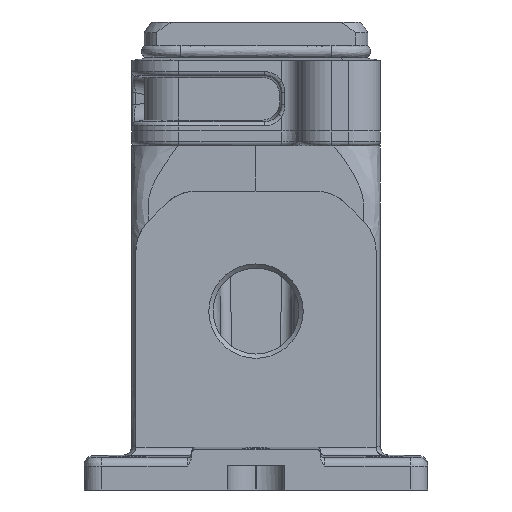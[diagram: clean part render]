
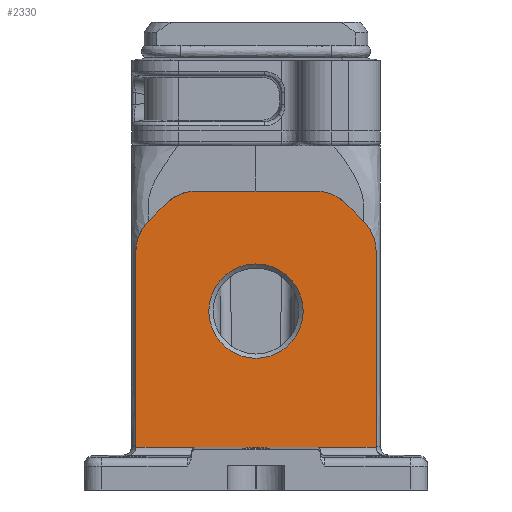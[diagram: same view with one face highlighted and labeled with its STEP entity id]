
A CAD part, left-side view. The second image highlights one B-rep face of the part: STEP entity #2330.
In plain terms, the highlighted planar face has unit normal (-1, 0, 0).
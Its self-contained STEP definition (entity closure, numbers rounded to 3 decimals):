
#1591=PLANE('',#18351);
#2120=FACE_BOUND('',#4432,.T.);
#2121=FACE_BOUND('',#4433,.T.);
#2330=ADVANCED_FACE('',(#2120,#2121),#1591,.F.);
#4432=EDGE_LOOP('',(#6160));
#4433=EDGE_LOOP('',(#6161,#6162,#6163,#6164,#6165,#6166,#6167,#6168,#6169,
#6170,#6171,#6172,#6173,#6174,#6175,#6176));
#5494=CIRCLE('',#18342,11.);
#5495=CIRCLE('',#18343,10.);
#5496=CIRCLE('',#18344,10.);
#5497=CIRCLE('',#18345,10.);
#5498=CIRCLE('',#18346,10.);
#5870=ELLIPSE('',#18347,2.,2.);
#5871=ELLIPSE('',#18348,1.,1.);
#5872=ELLIPSE('',#18349,1.,1.);
#5873=ELLIPSE('',#18350,2.,2.);
#6160=ORIENTED_EDGE('',*,*,#12600,.T.);
#6161=ORIENTED_EDGE('',*,*,#12601,.F.);
#6162=ORIENTED_EDGE('',*,*,#12602,.T.);
#6163=ORIENTED_EDGE('',*,*,#12603,.F.);
#6164=ORIENTED_EDGE('',*,*,#12604,.T.);
#6165=ORIENTED_EDGE('',*,*,#12605,.F.);
#6166=ORIENTED_EDGE('',*,*,#12606,.F.);
#6167=ORIENTED_EDGE('',*,*,#12607,.T.);
#6168=ORIENTED_EDGE('',*,*,#12608,.F.);
#6169=ORIENTED_EDGE('',*,*,#12609,.T.);
#6170=ORIENTED_EDGE('',*,*,#12610,.F.);
#6171=ORIENTED_EDGE('',*,*,#12611,.F.);
#6172=ORIENTED_EDGE('',*,*,#12612,.F.);
#6173=ORIENTED_EDGE('',*,*,#12613,.T.);
#6174=ORIENTED_EDGE('',*,*,#12614,.T.);
#6175=ORIENTED_EDGE('',*,*,#12615,.T.);
#6176=ORIENTED_EDGE('',*,*,#12616,.T.);
#11032=VERTEX_POINT('',#24504);
#11033=VERTEX_POINT('',#24506);
#11034=VERTEX_POINT('',#24507);
#11035=VERTEX_POINT('',#24509);
#11036=VERTEX_POINT('',#24511);
#11037=VERTEX_POINT('',#24513);
#11038=VERTEX_POINT('',#24515);
#11039=VERTEX_POINT('',#24517);
#11040=VERTEX_POINT('',#24519);
#11041=VERTEX_POINT('',#24521);
#11042=VERTEX_POINT('',#24523);
#11043=VERTEX_POINT('',#24525);
#11044=VERTEX_POINT('',#24527);
#11045=VERTEX_POINT('',#24529);
#11046=VERTEX_POINT('',#24531);
#11047=VERTEX_POINT('',#24533);
#11048=VERTEX_POINT('',#24535);
#12600=EDGE_CURVE('',#11032,#11032,#5494,.T.);
#12601=EDGE_CURVE('',#11033,#11034,#15034,.T.);
#12602=EDGE_CURVE('',#11033,#11035,#5495,.T.);
#12603=EDGE_CURVE('',#11036,#11035,#15035,.T.);
#12604=EDGE_CURVE('',#11036,#11037,#5496,.T.);
#12605=EDGE_CURVE('',#11038,#11037,#15036,.T.);
#12606=EDGE_CURVE('',#11039,#11038,#5497,.T.);
#12607=EDGE_CURVE('',#11039,#11040,#15037,.T.);
#12608=EDGE_CURVE('',#11041,#11040,#5498,.T.);
#12609=EDGE_CURVE('',#11041,#11042,#15038,.T.);
#12610=EDGE_CURVE('',#11043,#11042,#5870,.T.);
#12611=EDGE_CURVE('',#11044,#11043,#15039,.T.);
#12612=EDGE_CURVE('',#11045,#11044,#5871,.T.);
#12613=EDGE_CURVE('',#11045,#11046,#15040,.T.);
#12614=EDGE_CURVE('',#11046,#11047,#5872,.T.);
#12615=EDGE_CURVE('',#11047,#11048,#15041,.T.);
#12616=EDGE_CURVE('',#11048,#11034,#5873,.T.);
#15034=LINE('',#24505,#16580);
#15035=LINE('',#24510,#16581);
#15036=LINE('',#24514,#16582);
#15037=LINE('',#24518,#16583);
#15038=LINE('',#24522,#16584);
#15039=LINE('',#24526,#16585);
#15040=LINE('',#24530,#16586);
#15041=LINE('',#24534,#16587);
#16580=VECTOR('',#19885,1.);
#16581=VECTOR('',#19888,1.);
#16582=VECTOR('',#19891,1.);
#16583=VECTOR('',#19894,1.);
#16584=VECTOR('',#19897,1.);
#16585=VECTOR('',#19900,1.);
#16586=VECTOR('',#19903,1.);
#16587=VECTOR('',#19906,1.);
#18342=AXIS2_PLACEMENT_3D('',#24503,#19883,#19884);
#18343=AXIS2_PLACEMENT_3D('',#24508,#19886,#19887);
#18344=AXIS2_PLACEMENT_3D('',#24512,#19889,#19890);
#18345=AXIS2_PLACEMENT_3D('',#24516,#19892,#19893);
#18346=AXIS2_PLACEMENT_3D('',#24520,#19895,#19896);
#18347=AXIS2_PLACEMENT_3D('',#24524,#19898,#19899);
#18348=AXIS2_PLACEMENT_3D('',#24528,#19901,#19902);
#18349=AXIS2_PLACEMENT_3D('',#24532,#19904,#19905);
#18350=AXIS2_PLACEMENT_3D('',#24536,#19907,#19908);
#18351=AXIS2_PLACEMENT_3D('',#24537,#19909,#19910);
#19883=DIRECTION('',(1.,0.,0.));
#19884=DIRECTION('',(0.,0.,-1.));
#19885=DIRECTION('',(0.,0.,-1.));
#19886=DIRECTION('',(-1.,0.,0.));
#19887=DIRECTION('',(0.,0.,1.));
#19888=DIRECTION('',(0.,-0.707,-0.707));
#19889=DIRECTION('',(-1.,0.,0.));
#19890=DIRECTION('',(0.,0.,1.));
#19891=DIRECTION('',(0.,-1.,0.));
#19892=DIRECTION('',(1.,0.,0.));
#19893=DIRECTION('',(0.,0.,1.));
#19894=DIRECTION('',(0.,0.707,-0.707));
#19895=DIRECTION('',(1.,0.,0.));
#19896=DIRECTION('',(0.,0.,1.));
#19897=DIRECTION('',(0.,0.,-1.));
#19898=DIRECTION('',(-1.,0.,0.));
#19899=DIRECTION('',(0.,0.,1.));
#19900=DIRECTION('',(0.,1.,0.));
#19901=DIRECTION('',(-1.,0.,0.));
#19902=DIRECTION('',(0.,0.,-1.));
#19903=DIRECTION('',(0.,-1.,0.));
#19904=DIRECTION('',(1.,0.,0.));
#19905=DIRECTION('',(0.,0.,-1.));
#19906=DIRECTION('',(0.,-1.,0.));
#19907=DIRECTION('',(1.,0.,0.));
#19908=DIRECTION('',(0.,0.,1.));
#19909=DIRECTION('',(1.,0.,0.));
#19910=DIRECTION('',(0.,0.,1.));
#24503=CARTESIAN_POINT('',(-56.1,0.,-38.5));
#24504=CARTESIAN_POINT('',(-56.1,0.,-49.5));
#24505=CARTESIAN_POINT('',(-56.1,-28.,-72.5));
#24506=CARTESIAN_POINT('',(-56.1,-28.,-24.642));
#24507=CARTESIAN_POINT('',(-56.1,-28.,-70.218));
#24508=CARTESIAN_POINT('',(-56.1,-18.,-24.642));
#24509=CARTESIAN_POINT('',(-56.1,-25.071,-17.571));
#24510=CARTESIAN_POINT('',(-56.1,-28.,-20.5));
#24511=CARTESIAN_POINT('',(-56.1,-20.929,-13.429));
#24512=CARTESIAN_POINT('',(-56.1,-13.858,-20.5));
#24513=CARTESIAN_POINT('',(-56.1,-13.858,-10.5));
#24514=CARTESIAN_POINT('',(-56.1,-18.,-10.5));
#24515=CARTESIAN_POINT('',(-56.1,13.858,-10.5));
#24516=CARTESIAN_POINT('',(-56.1,13.858,-20.5));
#24517=CARTESIAN_POINT('',(-56.1,20.929,-13.429));
#24518=CARTESIAN_POINT('',(-56.1,28.,-20.5));
#24519=CARTESIAN_POINT('',(-56.1,25.071,-17.571));
#24520=CARTESIAN_POINT('',(-56.1,18.,-24.642));
#24521=CARTESIAN_POINT('',(-56.1,28.,-24.642));
#24522=CARTESIAN_POINT('',(-56.1,28.,-72.5));
#24523=CARTESIAN_POINT('',(-56.1,28.,-70.218));
#24524=CARTESIAN_POINT('',(-56.1,30.,-70.218));
#24525=CARTESIAN_POINT('',(-56.1,28.,-70.253));
#24526=CARTESIAN_POINT('',(-56.1,28.,-70.253));
#24527=CARTESIAN_POINT('',(-56.1,14.321,-70.253));
#24528=CARTESIAN_POINT('',(-56.1,14.,-71.2));
#24529=CARTESIAN_POINT('',(-56.1,14.,-70.2));
#24530=CARTESIAN_POINT('',(-56.1,-15.,-70.2));
#24531=CARTESIAN_POINT('',(-56.1,-14.,-70.2));
#24532=CARTESIAN_POINT('',(-56.1,-14.,-71.2));
#24533=CARTESIAN_POINT('',(-56.1,-14.321,-70.253));
#24534=CARTESIAN_POINT('',(-56.1,-28.,-70.253));
#24535=CARTESIAN_POINT('',(-56.1,-28.,-70.253));
#24536=CARTESIAN_POINT('',(-56.1,-30.,-70.218));
#24537=CARTESIAN_POINT('',(-56.1,-28.,-72.5));
